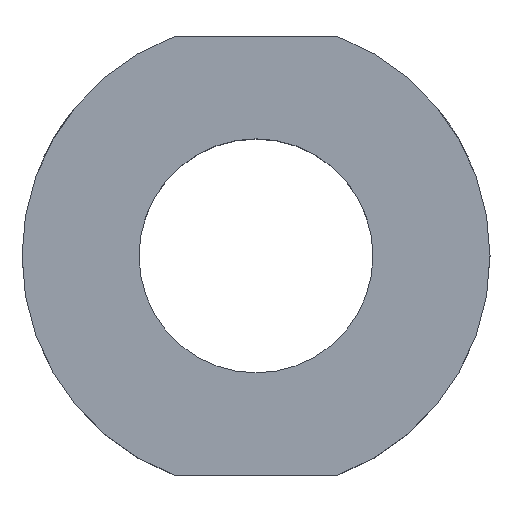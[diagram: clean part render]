
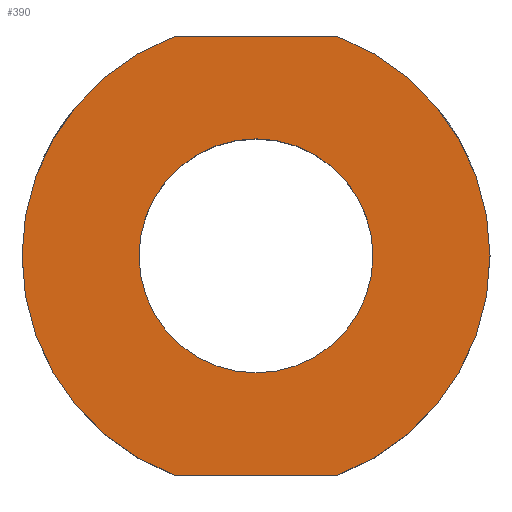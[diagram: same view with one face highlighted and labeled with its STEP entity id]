
A CAD part, top view. The second image highlights one B-rep face of the part: STEP entity #390.
In plain terms, the highlighted planar face has unit normal (0, 0, 1).
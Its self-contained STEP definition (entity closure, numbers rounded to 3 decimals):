
#19 = EDGE_CURVE ( 'NONE', #521, #674, #224, .T. ) ;
#33 = ORIENTED_EDGE ( 'NONE', *, *, #19, .F. ) ;
#39 = CIRCLE ( 'NONE', #323, 9.525 ) ;
#49 = DIRECTION ( 'NONE',  ( -1., 0., 0. ) ) ;
#54 = CIRCLE ( 'NONE', #646, 19.05 ) ;
#59 = DIRECTION ( 'NONE',  ( 1., 0., 0. ) ) ;
#64 = EDGE_LOOP ( 'NONE', ( #1081, #147, #33, #334, #1108 ) ) ;
#69 = ORIENTED_EDGE ( 'NONE', *, *, #714, .T. ) ;
#71 = CARTESIAN_POINT ( 'NONE',  ( 0., 0., 7.5 ) ) ;
#83 = DIRECTION ( 'NONE',  ( 0., 0., -1. ) ) ;
#93 = EDGE_CURVE ( 'NONE', #266, #686, #54, .T. ) ;
#108 = VERTEX_POINT ( 'NONE', #145 ) ;
#116 = VECTOR ( 'NONE', #59, 1000. ) ;
#120 = AXIS2_PLACEMENT_3D ( 'NONE', #1011, #304, #49 ) ;
#145 = CARTESIAN_POINT ( 'NONE',  ( 9.525, 0., 7.5 ) ) ;
#147 = ORIENTED_EDGE ( 'NONE', *, *, #877, .T. ) ;
#148 = FACE_BOUND ( 'NONE', #1025, .T. ) ;
#224 = CIRCLE ( 'NONE', #672, 19.05 ) ;
#230 = DIRECTION ( 'NONE',  ( -1., 0., 0. ) ) ;
#236 = CARTESIAN_POINT ( 'NONE',  ( 19.05, -17.85, 7.5 ) ) ;
#247 = DIRECTION ( 'NONE',  ( -1., 0., 0. ) ) ;
#258 = FACE_OUTER_BOUND ( 'NONE', #64, .T. ) ;
#266 = VERTEX_POINT ( 'NONE', #887 ) ;
#271 = EDGE_CURVE ( 'NONE', #686, #405, #595, .T. ) ;
#294 = DIRECTION ( 'NONE',  ( 0., 0., -1. ) ) ;
#304 = DIRECTION ( 'NONE',  ( 0., 0., -1. ) ) ;
#306 = CIRCLE ( 'NONE', #909, 9.525 ) ;
#323 = AXIS2_PLACEMENT_3D ( 'NONE', #71, #772, #247 ) ;
#334 = ORIENTED_EDGE ( 'NONE', *, *, #938, .T. ) ;
#343 = DIRECTION ( 'NONE',  ( 0., 0., -1. ) ) ;
#390 = ADVANCED_FACE ( 'NONE', ( #258, #148 ), #631, .F. ) ;
#405 = VERTEX_POINT ( 'NONE', #997 ) ;
#409 = CARTESIAN_POINT ( 'NONE',  ( 0., 0., 7.5 ) ) ;
#446 = DIRECTION ( 'NONE',  ( -1., 0., 0. ) ) ;
#456 = AXIS2_PLACEMENT_3D ( 'NONE', #1059, #83, #446 ) ;
#463 = DIRECTION ( 'NONE',  ( -1., 0., 0. ) ) ;
#469 = VERTEX_POINT ( 'NONE', #832 ) ;
#521 = VERTEX_POINT ( 'NONE', #668 ) ;
#535 = LINE ( 'NONE', #749, #648 ) ;
#593 = CARTESIAN_POINT ( 'NONE',  ( 6.654, -17.85, 7.5 ) ) ;
#595 = CIRCLE ( 'NONE', #456, 19.05 ) ;
#631 = PLANE ( 'NONE',  #120 ) ;
#646 = AXIS2_PLACEMENT_3D ( 'NONE', #409, #343, #230 ) ;
#648 = VECTOR ( 'NONE', #1042, 1000. ) ;
#668 = CARTESIAN_POINT ( 'NONE',  ( 6.654, 17.85, 7.5 ) ) ;
#672 = AXIS2_PLACEMENT_3D ( 'NONE', #1013, #931, #1041 ) ;
#674 = VERTEX_POINT ( 'NONE', #593 ) ;
#686 = VERTEX_POINT ( 'NONE', #776 ) ;
#714 = EDGE_CURVE ( 'NONE', #469, #108, #39, .T. ) ;
#722 = CARTESIAN_POINT ( 'NONE',  ( 0., 0., 7.5 ) ) ;
#749 = CARTESIAN_POINT ( 'NONE',  ( 19.05, 17.85, 7.5 ) ) ;
#751 = ORIENTED_EDGE ( 'NONE', *, *, #752, .T. ) ;
#752 = EDGE_CURVE ( 'NONE', #108, #469, #306, .T. ) ;
#772 = DIRECTION ( 'NONE',  ( 0., 0., -1. ) ) ;
#776 = CARTESIAN_POINT ( 'NONE',  ( -19.05, 0., 7.5 ) ) ;
#832 = CARTESIAN_POINT ( 'NONE',  ( -9.525, 0., 7.5 ) ) ;
#877 = EDGE_CURVE ( 'NONE', #266, #674, #926, .T. ) ;
#887 = CARTESIAN_POINT ( 'NONE',  ( -6.654, -17.85, 7.5 ) ) ;
#909 = AXIS2_PLACEMENT_3D ( 'NONE', #722, #294, #463 ) ;
#926 = LINE ( 'NONE', #236, #116 ) ;
#931 = DIRECTION ( 'NONE',  ( 0., 0., -1. ) ) ;
#938 = EDGE_CURVE ( 'NONE', #521, #405, #535, .T. ) ;
#997 = CARTESIAN_POINT ( 'NONE',  ( -6.654, 17.85, 7.5 ) ) ;
#1011 = CARTESIAN_POINT ( 'NONE',  ( 19.05, 0., 7.5 ) ) ;
#1013 = CARTESIAN_POINT ( 'NONE',  ( 0., 0., 7.5 ) ) ;
#1025 = EDGE_LOOP ( 'NONE', ( #69, #751 ) ) ;
#1041 = DIRECTION ( 'NONE',  ( -1., 0., 0. ) ) ;
#1042 = DIRECTION ( 'NONE',  ( -1., 0., 0. ) ) ;
#1059 = CARTESIAN_POINT ( 'NONE',  ( 0., 0., 7.5 ) ) ;
#1081 = ORIENTED_EDGE ( 'NONE', *, *, #93, .F. ) ;
#1108 = ORIENTED_EDGE ( 'NONE', *, *, #271, .F. ) ;
